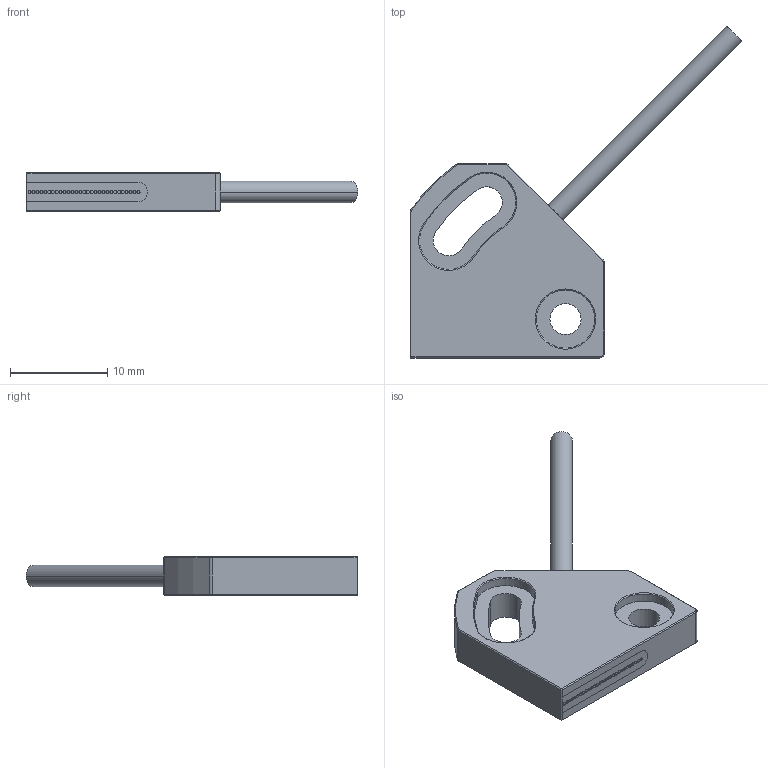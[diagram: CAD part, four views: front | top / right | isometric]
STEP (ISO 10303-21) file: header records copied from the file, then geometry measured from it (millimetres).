
FILE_DESCRIPTION (( 'STEP AP203' ), '1' );
FILE_NAME ('PT-A10.STEP', '2016-06-30T01:59:23', ( '' ), ( '' ), 'SwSTEP 2.0', 'SolidWorks 2013', '' );
FILE_SCHEMA (( 'CONFIG_CONTROL_DESIGN' ));
Length unit declared in the file: millimetre
Products named in the file (1): PT-A10
Bounding box: 34.16 x 34.16 x 4 mm (x, y, z)
Volume: 1264.2 mm3; surface area: 1206.9 mm2
Topology: 1 solids, 1 shells, 154 faces, 330 edges, 210 vertices
Faces by surface type: cylinder 81, plane 54, cone 19
Entity records: 4300 total; most frequent: DIRECTION 821, CARTESIAN_POINT 695, ORIENTED_EDGE 660, AXIS2_PLACEMENT_3D 336, EDGE_CURVE 330, VERTEX_POINT 210, EDGE_LOOP 190, CIRCLE 181
